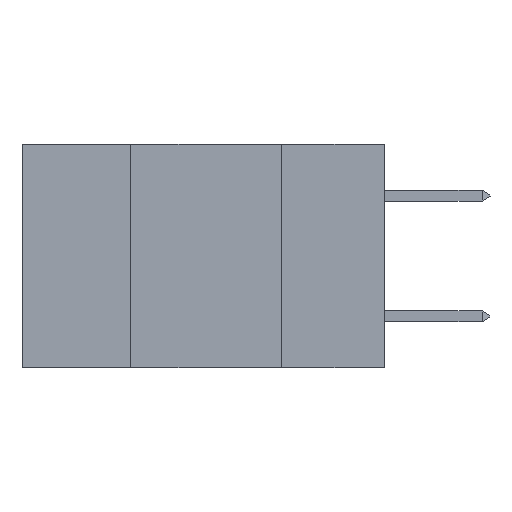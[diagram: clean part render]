
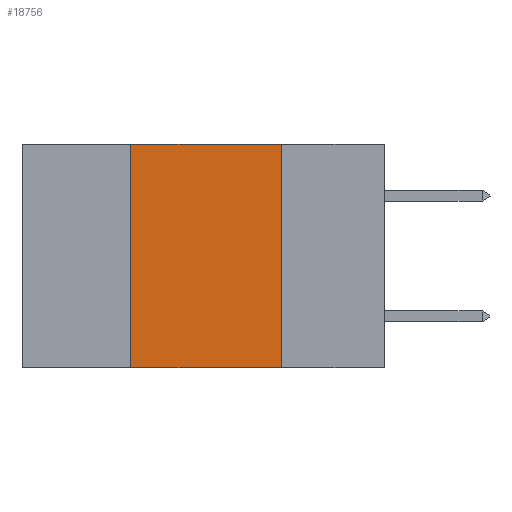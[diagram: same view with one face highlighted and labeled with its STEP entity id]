
A CAD part, left-side view. The second image highlights one B-rep face of the part: STEP entity #18756.
In plain terms, the highlighted planar face has unit normal (-1, 0, 0).
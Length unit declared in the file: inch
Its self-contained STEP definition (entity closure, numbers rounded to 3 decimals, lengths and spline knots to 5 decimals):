
#883 = DIRECTION ( 'NONE',  ( 0., 0., -1. ) ) ;
#2380 = ORIENTED_EDGE ( 'NONE', *, *, #17170, .T. ) ;
#2989 = VERTEX_POINT ( 'NONE', #24102 ) ;
#3458 = EDGE_LOOP ( 'NONE', ( #23957, #12292, #14798, #2380 ) ) ;
#3839 = DIRECTION ( 'NONE',  ( 0., -1., 0. ) ) ;
#3953 = DIRECTION ( 'NONE',  ( 0., -1., 0. ) ) ;
#5054 = VECTOR ( 'NONE', #3953, 39.37008 ) ;
#5475 = CARTESIAN_POINT ( 'NONE',  ( 0., 0.17, 0. ) ) ;
#5773 = CARTESIAN_POINT ( 'NONE',  ( 0., 0.6, -0.37 ) ) ;
#5795 = CARTESIAN_POINT ( 'NONE',  ( 0., 0.6, 0. ) ) ;
#7353 = VERTEX_POINT ( 'NONE', #9717 ) ;
#7361 = EDGE_CURVE ( 'NONE', #23663, #2989, #25700, .T. ) ;
#9643 = DIRECTION ( 'NONE',  ( 0., 0., -1. ) ) ;
#9717 = CARTESIAN_POINT ( 'NONE',  ( 0., 0.17, -0.37 ) ) ;
#11063 = PLANE ( 'NONE',  #21055 ) ;
#11160 = CARTESIAN_POINT ( 'NONE',  ( 0., 0.42, 0. ) ) ;
#11383 = VECTOR ( 'NONE', #21239, 39.37008 ) ;
#11961 = CARTESIAN_POINT ( 'NONE',  ( 0., 0.42, 0. ) ) ;
#12292 = ORIENTED_EDGE ( 'NONE', *, *, #7361, .F. ) ;
#14798 = ORIENTED_EDGE ( 'NONE', *, *, #24045, .F. ) ;
#16214 = CARTESIAN_POINT ( 'NONE',  ( 0., 0.42, -0.37 ) ) ;
#16785 = LINE ( 'NONE', #11160, #11383 ) ;
#16948 = DIRECTION ( 'NONE',  ( 1., 0., 0. ) ) ;
#17170 = EDGE_CURVE ( 'NONE', #22806, #7353, #21878, .T. ) ;
#18756 = ADVANCED_FACE ( 'NONE', ( #19058 ), #11063, .F. ) ;
#18804 = CARTESIAN_POINT ( 'NONE',  ( 0., 0.6, 0. ) ) ;
#19058 = FACE_OUTER_BOUND ( 'NONE', #3458, .T. ) ;
#19750 = EDGE_CURVE ( 'NONE', #2989, #7353, #25499, .T. ) ;
#21055 = AXIS2_PLACEMENT_3D ( 'NONE', #18804, #16948, #883 ) ;
#21239 = DIRECTION ( 'NONE',  ( 0., 0., 1. ) ) ;
#21878 = LINE ( 'NONE', #5773, #5054 ) ;
#22806 = VERTEX_POINT ( 'NONE', #16214 ) ;
#23008 = VECTOR ( 'NONE', #9643, 39.37008 ) ;
#23172 = VECTOR ( 'NONE', #3839, 39.37008 ) ;
#23663 = VERTEX_POINT ( 'NONE', #11961 ) ;
#23957 = ORIENTED_EDGE ( 'NONE', *, *, #19750, .F. ) ;
#24045 = EDGE_CURVE ( 'NONE', #22806, #23663, #16785, .T. ) ;
#24102 = CARTESIAN_POINT ( 'NONE',  ( 0., 0.17, 0. ) ) ;
#25499 = LINE ( 'NONE', #5475, #23008 ) ;
#25700 = LINE ( 'NONE', #5795, #23172 ) ;
